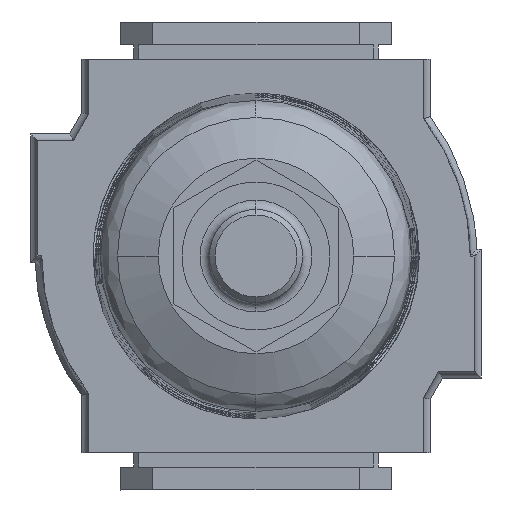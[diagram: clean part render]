
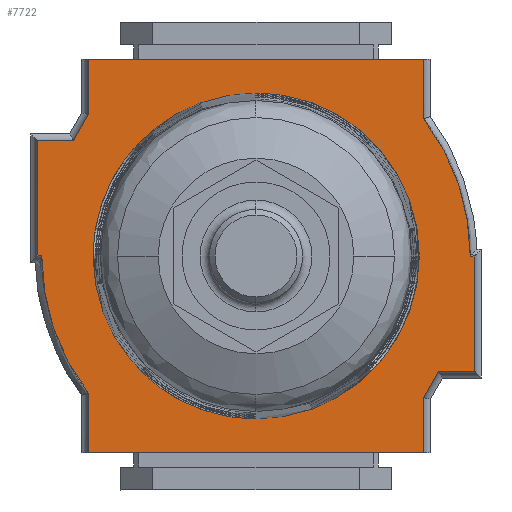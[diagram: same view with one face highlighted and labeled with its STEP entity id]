
A CAD part, front view. The second image highlights one B-rep face of the part: STEP entity #7722.
In plain terms, the highlighted face is planar.
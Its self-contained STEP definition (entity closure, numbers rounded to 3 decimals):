
#69 = AXIS2_PLACEMENT_3D ( 'NONE', #5258, #9281, #11234 ) ;
#347 = DIRECTION ( 'NONE',  ( 0., 0., -1. ) ) ;
#351 = CARTESIAN_POINT ( 'NONE',  ( 18., 30.9, 15.2 ) ) ;
#593 = CARTESIAN_POINT ( 'NONE',  ( 18., 30.9, 21.125 ) ) ;
#649 = CARTESIAN_POINT ( 'NONE',  ( 23.5, 30.9, 12.4 ) ) ;
#789 = LINE ( 'NONE', #10010, #3443 ) ;
#820 = VERTEX_POINT ( 'NONE', #5993 ) ;
#865 = DIRECTION ( 'NONE',  ( 1., 0., 0. ) ) ;
#980 = VERTEX_POINT ( 'NONE', #5481 ) ;
#1030 = VERTEX_POINT ( 'NONE', #9851 ) ;
#1080 = VERTEX_POINT ( 'NONE', #4481 ) ;
#1226 = DIRECTION ( 'NONE',  ( 1., 0., 0. ) ) ;
#1237 = LINE ( 'NONE', #7251, #6638 ) ;
#1507 = CARTESIAN_POINT ( 'NONE',  ( -19.6, 30.9, -12.4 ) ) ;
#1536 = DIRECTION ( 'NONE',  ( 0., 0., -1. ) ) ;
#1561 = EDGE_CURVE ( 'NONE', #1972, #980, #3568, .T. ) ;
#1602 = LINE ( 'NONE', #6798, #12740 ) ;
#1614 = CARTESIAN_POINT ( 'NONE',  ( 23., 30.9, 0. ) ) ;
#1650 = LINE ( 'NONE', #593, #7488 ) ;
#1657 = ORIENTED_EDGE ( 'NONE', *, *, #8348, .F. ) ;
#1778 = EDGE_CURVE ( 'NONE', #7929, #2876, #6618, .T. ) ;
#1972 = VERTEX_POINT ( 'NONE', #2207 ) ;
#2000 = EDGE_CURVE ( 'NONE', #2876, #4277, #1650, .T. ) ;
#2207 = CARTESIAN_POINT ( 'NONE',  ( -19.6, 30.9, -12.4 ) ) ;
#2250 = EDGE_CURVE ( 'NONE', #1080, #12880, #11748, .T. ) ;
#2434 = DIRECTION ( 'NONE',  ( 0., 0., 1. ) ) ;
#2563 = DIRECTION ( 'NONE',  ( -1., 0., 0. ) ) ;
#2643 = LINE ( 'NONE', #11902, #11328 ) ;
#2876 = VERTEX_POINT ( 'NONE', #12552 ) ;
#2880 = LINE ( 'NONE', #13082, #8124 ) ;
#2976 = EDGE_CURVE ( 'NONE', #12108, #1972, #5776, .T. ) ;
#3016 = DIRECTION ( 'NONE',  ( -1., 0., 0. ) ) ;
#3041 = VERTEX_POINT ( 'NONE', #13235 ) ;
#3193 = ORIENTED_EDGE ( 'NONE', *, *, #2250, .F. ) ;
#3315 = EDGE_CURVE ( 'NONE', #9960, #1080, #789, .T. ) ;
#3352 = CARTESIAN_POINT ( 'NONE',  ( -1.2, 30.9, 0. ) ) ;
#3443 = VECTOR ( 'NONE', #12546, 1000. ) ;
#3568 = LINE ( 'NONE', #1507, #9587 ) ;
#3590 = DIRECTION ( 'NONE',  ( 0., 0., 1. ) ) ;
#3621 = EDGE_CURVE ( 'NONE', #12880, #7929, #9561, .T. ) ;
#3648 = CARTESIAN_POINT ( 'NONE',  ( -18., 30.9, 21.125 ) ) ;
#3663 = CARTESIAN_POINT ( 'NONE',  ( -23.5, 30.9, -12.4 ) ) ;
#3862 = CARTESIAN_POINT ( 'NONE',  ( 19.6, 30.9, 12.4 ) ) ;
#3971 = PLANE ( 'NONE',  #7494 ) ;
#3996 = EDGE_CURVE ( 'NONE', #6231, #5620, #7511, .T. ) ;
#4141 = CARTESIAN_POINT ( 'NONE',  ( 23., 30.9, 0. ) ) ;
#4277 = VERTEX_POINT ( 'NONE', #3648 ) ;
#4454 = VECTOR ( 'NONE', #10447, 1000. ) ;
#4480 = EDGE_LOOP ( 'NONE', ( #10511, #10989, #1657, #6282, #9670, #7653, #9051, #8537, #7689, #11609, #5775, #8073, #9700, #5193, #3193, #8153 ) ) ;
#4481 = CARTESIAN_POINT ( 'NONE',  ( 23.5, 30.9, 12.4 ) ) ;
#4546 = CARTESIAN_POINT ( 'NONE',  ( 18., 30.9, -21.125 ) ) ;
#4559 = CARTESIAN_POINT ( 'NONE',  ( 18., 30.9, -14.731 ) ) ;
#4780 = EDGE_CURVE ( 'NONE', #980, #1030, #1602, .T. ) ;
#5193 = ORIENTED_EDGE ( 'NONE', *, *, #3621, .F. ) ;
#5258 = CARTESIAN_POINT ( 'NONE',  ( 1.2, 30.9, 0. ) ) ;
#5475 = LINE ( 'NONE', #4546, #5562 ) ;
#5481 = CARTESIAN_POINT ( 'NONE',  ( -18., 30.9, -15.2 ) ) ;
#5500 = DIRECTION ( 'NONE',  ( 0., 1., 0. ) ) ;
#5562 = VECTOR ( 'NONE', #3590, 1000. ) ;
#5567 = EDGE_CURVE ( 'NONE', #820, #12761, #2880, .T. ) ;
#5620 = VERTEX_POINT ( 'NONE', #4141 ) ;
#5775 = ORIENTED_EDGE ( 'NONE', *, *, #9271, .F. ) ;
#5776 = LINE ( 'NONE', #12084, #8989 ) ;
#5805 = CIRCLE ( 'NONE', #69, 24.2 ) ;
#5901 = CARTESIAN_POINT ( 'NONE',  ( 23.5, 30.9, 0. ) ) ;
#5993 = CARTESIAN_POINT ( 'NONE',  ( -23., 30.9, 0. ) ) ;
#6123 = FACE_OUTER_BOUND ( 'NONE', #4480, .T. ) ;
#6231 = VERTEX_POINT ( 'NONE', #4559 ) ;
#6282 = ORIENTED_EDGE ( 'NONE', *, *, #11211, .F. ) ;
#6516 = DIRECTION ( 'NONE',  ( 0.496, 0., -0.868 ) ) ;
#6618 = LINE ( 'NONE', #351, #4454 ) ;
#6638 = VECTOR ( 'NONE', #10353, 1000. ) ;
#6798 = CARTESIAN_POINT ( 'NONE',  ( -18., 30.9, -15.2 ) ) ;
#7251 = CARTESIAN_POINT ( 'NONE',  ( -18., 30.9, 21.125 ) ) ;
#7478 = CARTESIAN_POINT ( 'NONE',  ( -23.5, 30.9, 0. ) ) ;
#7488 = VECTOR ( 'NONE', #8605, 1000. ) ;
#7494 = AXIS2_PLACEMENT_3D ( 'NONE', #12488, #5500, #2434 ) ;
#7511 = CIRCLE ( 'NONE', #9053, 24.2 ) ;
#7653 = ORIENTED_EDGE ( 'NONE', *, *, #1561, .F. ) ;
#7689 = ORIENTED_EDGE ( 'NONE', *, *, #5567, .F. ) ;
#7722 = ADVANCED_FACE ( 'NONE', ( #6123 ), #3971, .T. ) ;
#7929 = VERTEX_POINT ( 'NONE', #8365 ) ;
#8073 = ORIENTED_EDGE ( 'NONE', *, *, #2000, .F. ) ;
#8096 = EDGE_CURVE ( 'NONE', #5620, #9960, #10783, .T. ) ;
#8124 = VECTOR ( 'NONE', #3016, 1000. ) ;
#8153 = ORIENTED_EDGE ( 'NONE', *, *, #3315, .F. ) ;
#8209 = VERTEX_POINT ( 'NONE', #8409 ) ;
#8348 = EDGE_CURVE ( 'NONE', #8209, #6231, #5475, .T. ) ;
#8365 = CARTESIAN_POINT ( 'NONE',  ( 18., 30.9, 15.2 ) ) ;
#8409 = CARTESIAN_POINT ( 'NONE',  ( 18., 30.9, -21.125 ) ) ;
#8517 = VECTOR ( 'NONE', #2563, 1000. ) ;
#8537 = ORIENTED_EDGE ( 'NONE', *, *, #12543, .F. ) ;
#8559 = VECTOR ( 'NONE', #9783, 1000. ) ;
#8605 = DIRECTION ( 'NONE',  ( -1., 0., 0. ) ) ;
#8989 = VECTOR ( 'NONE', #11083, 1000. ) ;
#9051 = ORIENTED_EDGE ( 'NONE', *, *, #2976, .F. ) ;
#9053 = AXIS2_PLACEMENT_3D ( 'NONE', #3352, #11619, #1226 ) ;
#9271 = EDGE_CURVE ( 'NONE', #4277, #3041, #1237, .T. ) ;
#9281 = DIRECTION ( 'NONE',  ( 0., -1., 0. ) ) ;
#9512 = LINE ( 'NONE', #7478, #11941 ) ;
#9561 = LINE ( 'NONE', #12718, #12237 ) ;
#9563 = CARTESIAN_POINT ( 'NONE',  ( -23.5, 30.9, 0. ) ) ;
#9587 = VECTOR ( 'NONE', #6516, 1000. ) ;
#9599 = EDGE_CURVE ( 'NONE', #3041, #820, #5805, .T. ) ;
#9670 = ORIENTED_EDGE ( 'NONE', *, *, #4780, .F. ) ;
#9700 = ORIENTED_EDGE ( 'NONE', *, *, #1778, .F. ) ;
#9783 = DIRECTION ( 'NONE',  ( 1., 0., 0. ) ) ;
#9851 = CARTESIAN_POINT ( 'NONE',  ( -18., 30.9, -21.125 ) ) ;
#9960 = VERTEX_POINT ( 'NONE', #5901 ) ;
#10010 = CARTESIAN_POINT ( 'NONE',  ( 23.5, 30.9, 0. ) ) ;
#10353 = DIRECTION ( 'NONE',  ( 0., 0., -1. ) ) ;
#10447 = DIRECTION ( 'NONE',  ( 0., 0., 1. ) ) ;
#10511 = ORIENTED_EDGE ( 'NONE', *, *, #8096, .F. ) ;
#10691 = DIRECTION ( 'NONE',  ( -0.496, 0., 0.868 ) ) ;
#10783 = LINE ( 'NONE', #1614, #8559 ) ;
#10989 = ORIENTED_EDGE ( 'NONE', *, *, #3996, .F. ) ;
#11083 = DIRECTION ( 'NONE',  ( 1., 0., 0. ) ) ;
#11211 = EDGE_CURVE ( 'NONE', #1030, #8209, #2643, .T. ) ;
#11234 = DIRECTION ( 'NONE',  ( -1., 0., 0. ) ) ;
#11328 = VECTOR ( 'NONE', #865, 1000. ) ;
#11609 = ORIENTED_EDGE ( 'NONE', *, *, #9599, .F. ) ;
#11619 = DIRECTION ( 'NONE',  ( 0., -1., 0. ) ) ;
#11748 = LINE ( 'NONE', #649, #8517 ) ;
#11902 = CARTESIAN_POINT ( 'NONE',  ( -18., 30.9, -21.125 ) ) ;
#11941 = VECTOR ( 'NONE', #347, 1000. ) ;
#12084 = CARTESIAN_POINT ( 'NONE',  ( -23.5, 30.9, -12.4 ) ) ;
#12108 = VERTEX_POINT ( 'NONE', #3663 ) ;
#12237 = VECTOR ( 'NONE', #10691, 1000. ) ;
#12488 = CARTESIAN_POINT ( 'NONE',  ( 0., 30.9, 0. ) ) ;
#12543 = EDGE_CURVE ( 'NONE', #12761, #12108, #9512, .T. ) ;
#12546 = DIRECTION ( 'NONE',  ( 0., 0., 1. ) ) ;
#12552 = CARTESIAN_POINT ( 'NONE',  ( 18., 30.9, 21.125 ) ) ;
#12718 = CARTESIAN_POINT ( 'NONE',  ( 19.6, 30.9, 12.4 ) ) ;
#12740 = VECTOR ( 'NONE', #1536, 1000. ) ;
#12761 = VERTEX_POINT ( 'NONE', #9563 ) ;
#12880 = VERTEX_POINT ( 'NONE', #3862 ) ;
#13082 = CARTESIAN_POINT ( 'NONE',  ( -23., 30.9, 0. ) ) ;
#13235 = CARTESIAN_POINT ( 'NONE',  ( -18., 30.9, 14.731 ) ) ;
